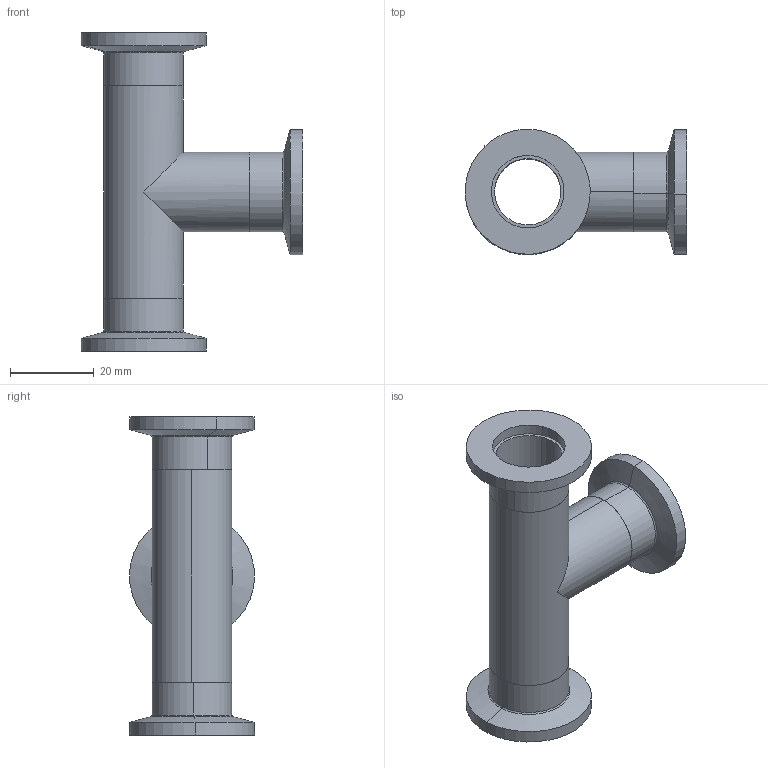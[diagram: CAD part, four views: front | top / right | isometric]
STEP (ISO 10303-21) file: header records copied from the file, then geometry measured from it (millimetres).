
FILE_DESCRIPTION (( 'STEP AP203' ), '1' );
FILE_NAME ('724000_A.STEP', '2024-03-14T08:52:44', ( '' ), ( '' ), 'SwSTEP 2.0', 'SolidWorks 2022', '' );
FILE_SCHEMA (( 'CONFIG_CONTROL_DESIGN' ));
Length unit declared in the file: inch
Products named in the file (3): 724000_A; 713001; 404500
Assembly tree (4 placements, depth 2):
  724000_A
    404500
    713001  x3
Bounding box: 53.07 x 29.95 x 76.2 mm (x, y, z)
Volume: 11130.9 mm3; surface area: 15331.3 mm2
Topology: 4 solids, 4 shells, 71 faces, 150 edges, 92 vertices
Faces by surface type: cylinder 38, plane 15, torus 12, cone 6
Entity records: 1267 total; most frequent: DIRECTION 178, CARTESIAN_POINT 176, ORIENTED_EDGE 140, AXIS2_PLACEMENT_3D 78, EDGE_CURVE 70, VERTEX_POINT 44, CIRCLE 40, EDGE_LOOP 38
